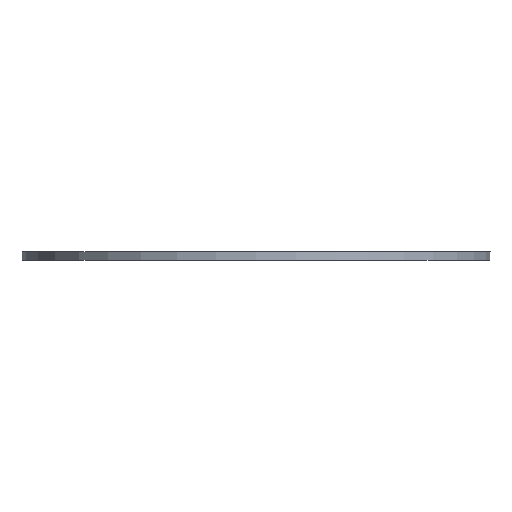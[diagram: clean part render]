
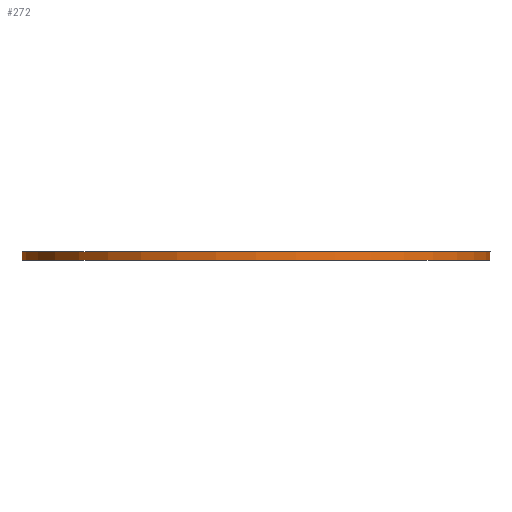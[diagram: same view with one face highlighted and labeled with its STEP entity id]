
A CAD part, left-side view. The second image highlights one B-rep face of the part: STEP entity #272.
In plain terms, the highlighted cylindrical face has radius 29 mm (diameter 58 mm), a partial arc.
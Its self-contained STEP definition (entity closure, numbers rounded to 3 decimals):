
#272=ADVANCED_FACE('',(#326),#322,.T.);
#322=CYLINDRICAL_SURFACE('',#1239,29.);
#326=FACE_OUTER_BOUND('',#372,.T.);
#372=EDGE_LOOP('',(#446,#447,#448,#449));
#438=CIRCLE('',#1237,29.);
#439=CIRCLE('',#1238,29.);
#446=ORIENTED_EDGE('',*,*,#826,.T.);
#447=ORIENTED_EDGE('',*,*,#827,.T.);
#448=ORIENTED_EDGE('',*,*,#828,.F.);
#449=ORIENTED_EDGE('',*,*,#829,.T.);
#730=VERTEX_POINT('',#1552);
#731=VERTEX_POINT('',#1553);
#732=VERTEX_POINT('',#1555);
#733=VERTEX_POINT('',#1557);
#826=EDGE_CURVE('',#730,#731,#968,.T.);
#827=EDGE_CURVE('',#731,#732,#438,.T.);
#828=EDGE_CURVE('',#733,#732,#969,.T.);
#829=EDGE_CURVE('',#733,#730,#439,.T.);
#968=LINE('',#1551,#1102);
#969=LINE('',#1556,#1103);
#1102=VECTOR('',#1298,1.);
#1103=VECTOR('',#1301,1.);
#1237=AXIS2_PLACEMENT_3D('',#1554,#1299,#1300);
#1238=AXIS2_PLACEMENT_3D('',#1558,#1302,#1303);
#1239=AXIS2_PLACEMENT_3D('',#1559,#1304,#1305);
#1298=DIRECTION('',(0.,0.,1.));
#1299=DIRECTION('',(0.,0.,-1.));
#1300=DIRECTION('',(-1.,0.,0.));
#1301=DIRECTION('',(0.,0.,1.));
#1302=DIRECTION('',(0.,0.,1.));
#1303=DIRECTION('',(1.,0.,0.));
#1304=DIRECTION('',(0.,0.,1.));
#1305=DIRECTION('',(1.,0.,0.));
#1551=CARTESIAN_POINT('',(-0.75,-28.99,-24.));
#1552=CARTESIAN_POINT('',(-0.75,-28.99,0.));
#1553=CARTESIAN_POINT('',(-0.75,-28.99,1.));
#1554=CARTESIAN_POINT('',(0.,0.,1.));
#1555=CARTESIAN_POINT('',(-0.75,28.99,1.));
#1556=CARTESIAN_POINT('',(-0.75,28.99,-24.));
#1557=CARTESIAN_POINT('',(-0.75,28.99,0.));
#1558=CARTESIAN_POINT('',(0.,0.,0.));
#1559=CARTESIAN_POINT('',(0.,0.,0.));
